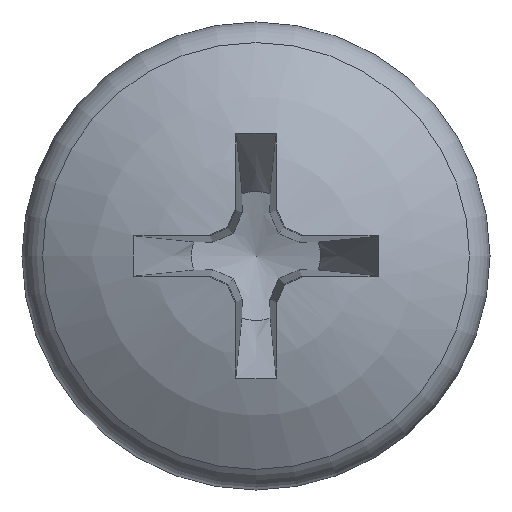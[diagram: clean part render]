
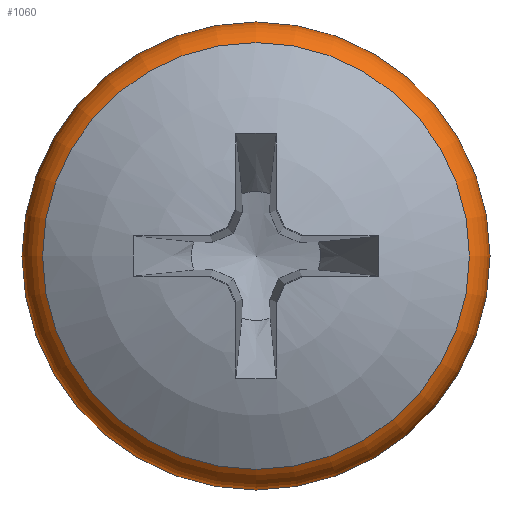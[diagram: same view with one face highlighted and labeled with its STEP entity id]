
A CAD part, left-side view. The second image highlights one B-rep face of the part: STEP entity #1060.
In plain terms, the highlighted toroidal (fillet/blend) face has major radius 2.225 mm and minor radius 0.556 mm.
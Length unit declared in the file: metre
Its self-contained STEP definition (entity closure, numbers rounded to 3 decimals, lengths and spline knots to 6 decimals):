
#19=TOROIDAL_SURFACE('',#1168,0.002225,0.000556);
#176=CIRCLE('',#1167,0.002537);
#177=CIRCLE('',#1169,0.002781);
#479=ORIENTED_EDGE('',*,*,#635,.F.);
#480=ORIENTED_EDGE('',*,*,#636,.F.);
#635=EDGE_CURVE('',#735,#735,#176,.T.);
#636=EDGE_CURVE('',#736,#736,#177,.T.);
#735=VERTEX_POINT('',#5112);
#736=VERTEX_POINT('',#5115);
#875=EDGE_LOOP('',(#479));
#876=EDGE_LOOP('',(#480));
#952=FACE_BOUND('',#875,.T.);
#953=FACE_BOUND('',#876,.T.);
#1060=ADVANCED_FACE('',(#952,#953),#19,.T.);
#1167=AXIS2_PLACEMENT_3D('',#5111,#1384,#1385);
#1168=AXIS2_PLACEMENT_3D('',#5113,#1386,#1387);
#1169=AXIS2_PLACEMENT_3D('',#5114,#1388,#1389);
#1384=DIRECTION('',(-1.,0.,0.));
#1385=DIRECTION('',(0.,1.,0.));
#1386=DIRECTION('',(1.,0.,0.));
#1387=DIRECTION('',(0.,-1.,0.));
#1388=DIRECTION('',(1.,0.,0.));
#1389=DIRECTION('',(0.,1.,0.));
#5111=CARTESIAN_POINT('',(-0.001127,0.,0.));
#5112=CARTESIAN_POINT('',(-0.001127,0.002537,0.));
#5113=CARTESIAN_POINT('',(-0.000667,0.,0.));
#5114=CARTESIAN_POINT('',(-0.000667,0.,0.));
#5115=CARTESIAN_POINT('',(-0.000667,0.002781,0.));
